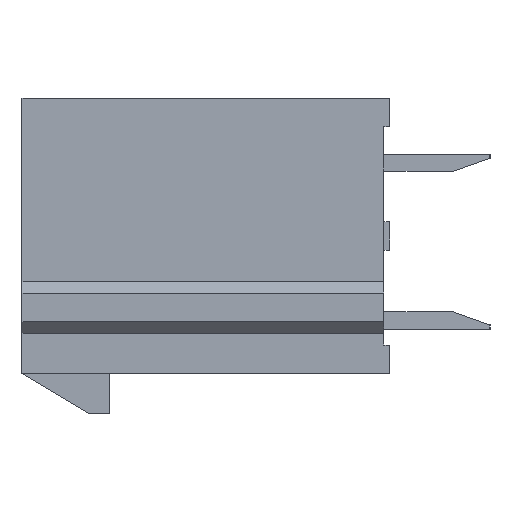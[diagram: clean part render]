
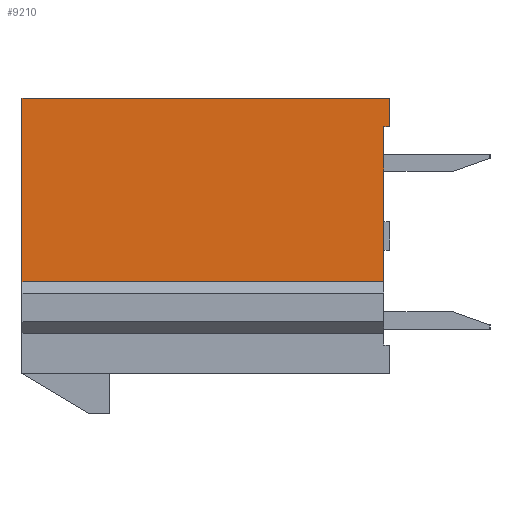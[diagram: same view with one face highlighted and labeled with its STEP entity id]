
A CAD part, left-side view. The second image highlights one B-rep face of the part: STEP entity #9210.
In plain terms, the highlighted planar face has unit normal (-1, 0, 0).
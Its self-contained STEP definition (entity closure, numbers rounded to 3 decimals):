
#1=DIRECTION('',(0.,1.,0.));
#2=VECTOR('',#1,12.6);
#3=CARTESIAN_POINT('',(-25.8,0.2,-1.59));
#4=LINE('',#3,#2);
#5=DIRECTION('',(0.,0.,1.));
#6=VECTOR('',#5,6.39);
#7=CARTESIAN_POINT('',(-25.8,12.8,-1.59));
#8=LINE('',#7,#6);
#9=DIRECTION('',(0.,-1.,0.));
#10=VECTOR('',#9,12.8);
#11=CARTESIAN_POINT('',(-25.8,12.8,4.8));
#12=LINE('',#11,#10);
#13=DIRECTION('',(0.,0.,-1.));
#14=VECTOR('',#13,1.);
#15=CARTESIAN_POINT('',(-25.8,0.,4.8));
#16=LINE('',#15,#14);
#17=DIRECTION('',(0.,1.,0.));
#18=VECTOR('',#17,0.2);
#19=CARTESIAN_POINT('',(-25.8,0.,3.8));
#20=LINE('',#19,#18);
#21=DIRECTION('',(0.,0.,1.));
#22=VECTOR('',#21,5.39);
#23=CARTESIAN_POINT('',(-25.8,0.2,-1.59));
#24=LINE('',#23,#22);
#6899=CARTESIAN_POINT('',(-25.8,12.8,4.8));
#6900=CARTESIAN_POINT('',(-25.8,0.,4.8));
#6901=VERTEX_POINT('',#6899);
#6902=VERTEX_POINT('',#6900);
#7239=CARTESIAN_POINT('',(-25.8,12.8,-1.59));
#7240=VERTEX_POINT('',#7239);
#7253=CARTESIAN_POINT('',(-25.8,0.2,-1.59));
#7254=VERTEX_POINT('',#7253);
#7257=CARTESIAN_POINT('',(-25.8,0.,3.8));
#7258=VERTEX_POINT('',#7257);
#7271=CARTESIAN_POINT('',(-25.8,0.2,3.8));
#7272=VERTEX_POINT('',#7271);
#9191=CARTESIAN_POINT('',(-25.8,0.,0.));
#9192=DIRECTION('',(1.,0.,0.));
#9193=DIRECTION('',(0.,0.,-1.));
#9194=AXIS2_PLACEMENT_3D('',#9191,#9192,#9193);
#9195=PLANE('',#9194);
#9197=ORIENTED_EDGE('',*,*,#9196,.T.);
#9199=ORIENTED_EDGE('',*,*,#9198,.T.);
#9201=ORIENTED_EDGE('',*,*,#9200,.T.);
#9203=ORIENTED_EDGE('',*,*,#9202,.T.);
#9205=ORIENTED_EDGE('',*,*,#9204,.T.);
#9207=ORIENTED_EDGE('',*,*,#9206,.F.);
#9208=EDGE_LOOP('',(#9197,#9199,#9201,#9203,#9205,#9207));
#9209=FACE_OUTER_BOUND('',#9208,.F.);
#9210=ADVANCED_FACE('',(#9209),#9195,.F.);
#9196=EDGE_CURVE('',#7254,#7240,#4,.T.);
#9198=EDGE_CURVE('',#7240,#6901,#8,.T.);
#9200=EDGE_CURVE('',#6901,#6902,#12,.T.);
#9202=EDGE_CURVE('',#6902,#7258,#16,.T.);
#9204=EDGE_CURVE('',#7258,#7272,#20,.T.);
#9206=EDGE_CURVE('',#7254,#7272,#24,.T.);
